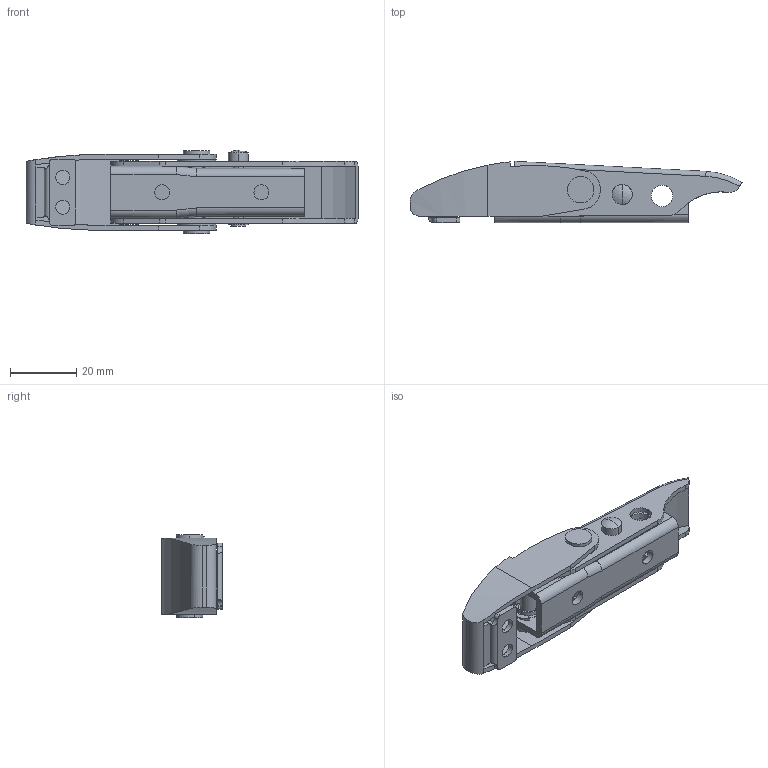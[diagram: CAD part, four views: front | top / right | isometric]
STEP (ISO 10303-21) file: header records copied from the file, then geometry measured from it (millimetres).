
FILE_DESCRIPTION (( 'STEP AP214' ), '1' );
FILE_NAME ('C-1321-3.STEP', '2023-12-08T02:29:30', ( '' ), ( '' ), 'SwSTEP 2.0', 'SolidWorks 2021', '' );
FILE_SCHEMA (( 'AUTOMOTIVE_DESIGN' ));
Length unit declared in the file: millimetre
Products named in the file (11): C-1321-3_受け_; C-1321-3_ガイドリング; C-1321-3_フックプレート; C-1321-3; C-1321-3_レバープレート_; C-1321-3_ストッパーピン; C-1321-3_平ワッシャー; C-1321-3_僈僀僪僺儞B; C-1321-3_僈僀僪僺儞A; Φ4用E形止め輪; C-1321-3_取付ベース
Assembly tree (15 placements, depth 2):
  C-1321-3
    C-1321-3_取付ベース
    C-1321-3_僈僀僪僺儞A
    C-1321-3_レバープレート_
    C-1321-3_ガイドリング
    C-1321-3_僈僀僪僺儞B  x2
    C-1321-3_フックプレート
    C-1321-3_ストッパーピン
    C-1321-3_平ワッシャー  x2
    C-1321-3_受け_
    Φ4用E形止め輪  x4
Bounding box: 100.23 x 18.49 x 25.2 mm (x, y, z)
Volume: 12773.6 mm3; surface area: 18122 mm2
Topology: 15 solids, 15 shells, 375 faces, 959 edges, 629 vertices
Faces by surface type: cylinder 228, plane 141, torus 2, cone 2, sphere 2
Entity records: 9656 total; most frequent: CARTESIAN_POINT 1949, DIRECTION 1610, ORIENTED_EDGE 1456, EDGE_CURVE 728, AXIS2_PLACEMENT_3D 612, VERTEX_POINT 475, LINE 386, VECTOR 386
